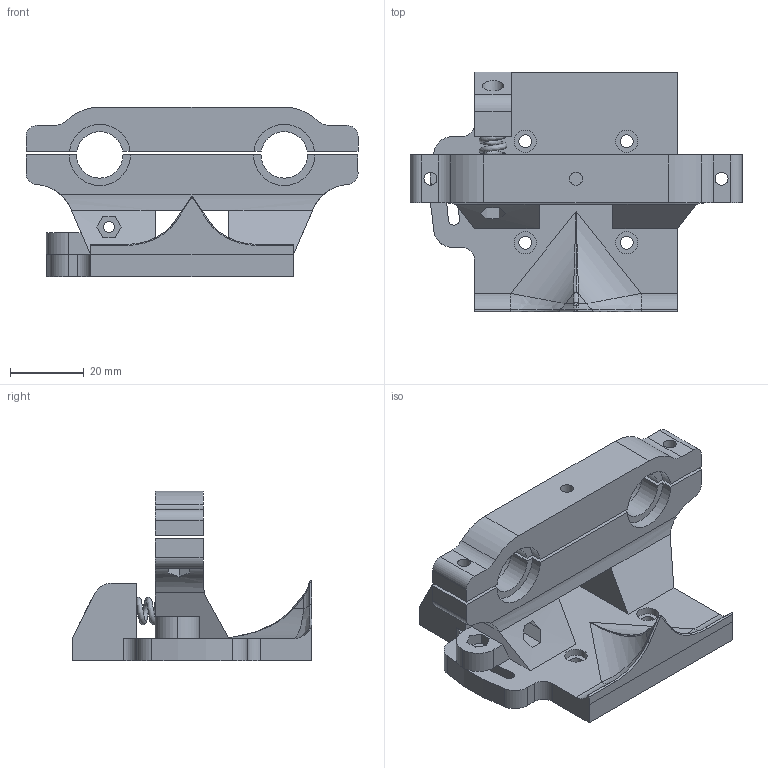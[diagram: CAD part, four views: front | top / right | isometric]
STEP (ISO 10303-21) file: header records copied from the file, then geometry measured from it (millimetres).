
FILE_DESCRIPTION(/* description */ (''),/* implementation_level */ '2;1');
FILE_NAME(/* name */ 'Extruder Holder Dual v22.step',/* time_stamp */ '2020-10-20T11:47:09+02:00',/* author */ (''),/* organization */ (''),/* preprocessor_version */ 'ST-DEVELOPER v18.1',/* originating_system */ 'Autodesk Translation Framework v9.3.0.1241',/* authorisation */ '');
FILE_SCHEMA (('AUTOMOTIVE_DESIGN { 1 0 10303 214 3 1 1 }','MODEL_BASED_INTEGRATED_MANUFACTURING_SCHEMA'));
Length unit declared in the file: millimetre
Products named in the file (1): Extruder Holder Dual
Bounding box: 90 x 65 x 46 mm (x, y, z)
Volume: 55934.2 mm3; surface area: 24913.5 mm2
Topology: 4 solids, 4 shells, 194 faces, 492 edges, 320 vertices
Faces by surface type: plane 104, cylinder 76, bspline 13, cone 1
Full cylindrical faces by diameter (mm): 3 x6, 3.5 x9, 5.7 x1, 6 x5, 8 x2, 12 x1
Entity records: 7083 total; most frequent: CARTESIAN_POINT 2216, DIRECTION 1002, ORIENTED_EDGE 980, EDGE_CURVE 490, AXIS2_PLACEMENT_3D 355, VERTEX_POINT 320, LINE 292, VECTOR 292
